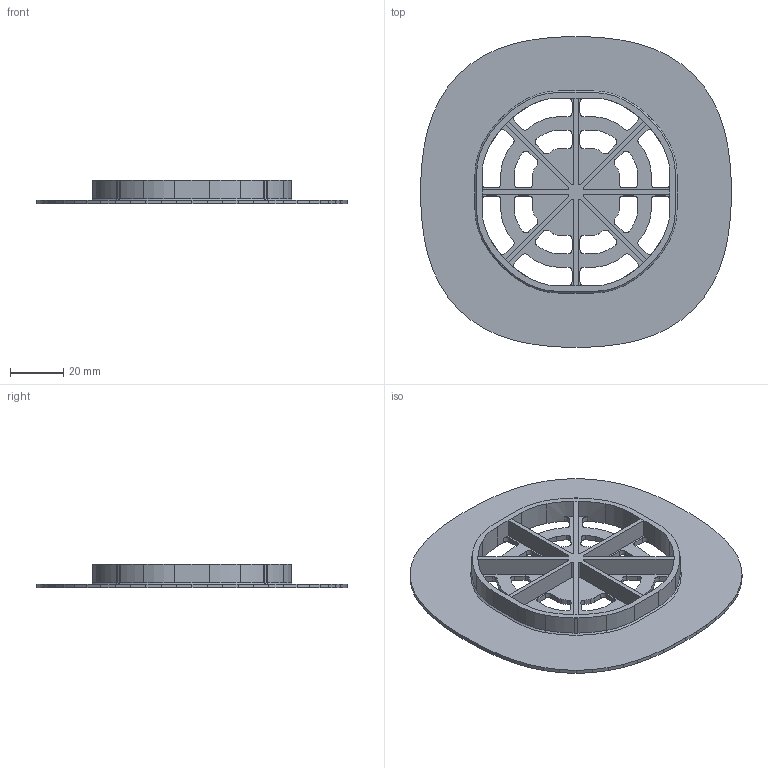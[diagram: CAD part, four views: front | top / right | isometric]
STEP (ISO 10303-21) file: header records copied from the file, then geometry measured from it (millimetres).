
FILE_DESCRIPTION(('STEP AP214'),'1');
FILE_NAME('fiat-shower-drain-cover.step','2020-12-11T21:09:20',('Cubit 15.6'),(' '),'Spatial InterOp 3D',' ',' ');
FILE_SCHEMA(('AUTOMOTIVE_DESIGN { 1 0 10303 214 1 1 1 1 }'));
Length unit declared in the file: millimetre
Products named in the file (1): 1
Bounding box: 116.5 x 116.5 x 9 mm (x, y, z)
Volume: 21687.3 mm3; surface area: 27961.2 mm2
Topology: 1 solids, 1 shells, 355 faces, 1044 edges, 672 vertices
Faces by surface type: plane 191, cylinder 152, cone 12
Entity records: 11893 total; most frequent: DIRECTION 2108, ORIENTED_EDGE 2088, CARTESIAN_POINT 2080, EDGE_CURVE 1044, AXIS2_PLACEMENT_3D 712, LINE 684, VECTOR 684, VERTEX_POINT 672
